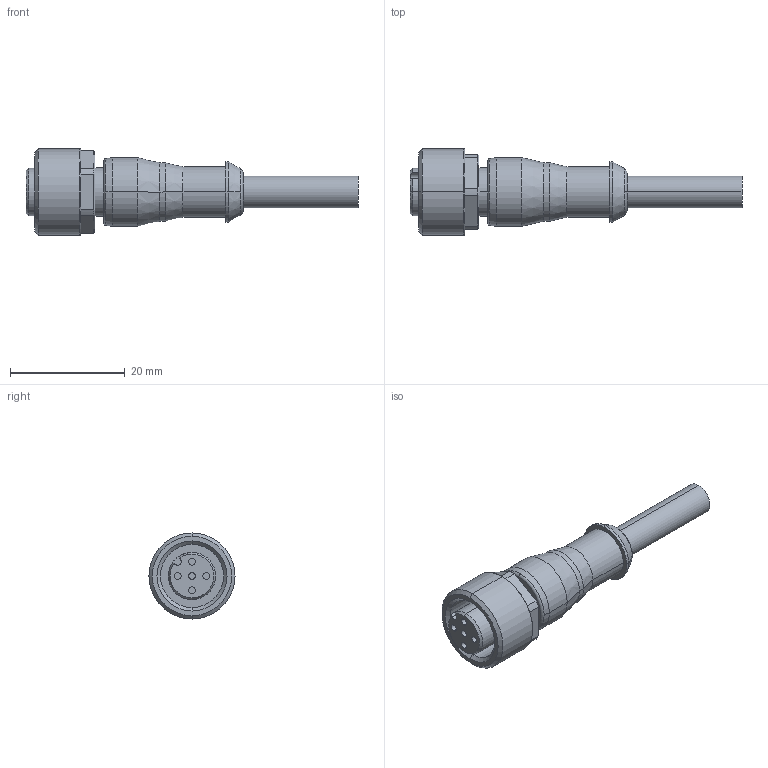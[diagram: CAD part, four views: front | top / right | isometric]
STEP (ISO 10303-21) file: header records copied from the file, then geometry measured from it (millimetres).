
FILE_DESCRIPTION (( 'STEP AP214' ), '1' );
FILE_NAME ('7000-12241-2150500.step', '2016-05-09T18:38:11', ( '' ), ( '' ), 'SwSTEP 2.0', 'SolidWorks 2015', '' );
FILE_SCHEMA (( 'AUTOMOTIVE_DESIGN' ));
Length unit declared in the file: millimetre
Products named in the file (1): 7000-12241-2150500
Bounding box: 57.8 x 15 x 15 mm (x, y, z)
Volume: 4024.4 mm3; surface area: 2666.6 mm2
Topology: 1 solids, 1 shells, 93 faces, 207 edges, 128 vertices
Faces by surface type: cylinder 36, plane 29, cone 22, torus 6
Entity records: 2624 total; most frequent: DIRECTION 492, CARTESIAN_POINT 457, ORIENTED_EDGE 414, EDGE_CURVE 207, AXIS2_PLACEMENT_3D 205, VERTEX_POINT 128, CIRCLE 111, EDGE_LOOP 105
